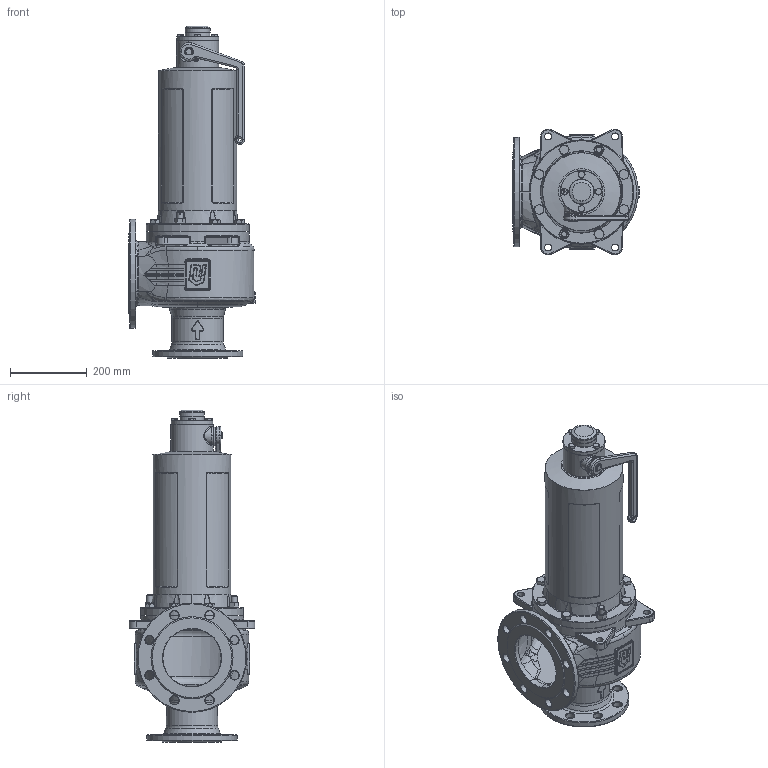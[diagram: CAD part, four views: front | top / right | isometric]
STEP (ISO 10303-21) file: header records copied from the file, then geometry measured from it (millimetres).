
FILE_DESCRIPTION(('HOOPS Exchange Step'),'2;1');
FILE_NAME('SF0610_DN100_100-150.stp','2025-06-27T13:27:05+02:00',('nieru'),('Unknown organisation'),'HOOPS Exchange 2024.2','HOOPS Exchange','Unknown authorisation');
FILE_SCHEMA( ('AP203_CONFIGURATION_CONTROLLED_3D_DESIGN_OF_MECHANICAL_PARTS_AND_ASSEMBLIES_MIM_LF') );
Length unit declared in the file: millimetre
Products named in the file (2): 0; root
Assembly tree (1 placements, depth 2):
  root
    0
Bounding box: 331 x 327.98 x 866.5 mm (x, y, z)
Volume: 20321979.6 mm3; surface area: 1308660.2 mm2
Topology: 24 solids, 24 shells, 1585 faces, 3907 edges, 2369 vertices
Faces by surface type: bspline 553, cylinder 382, plane 335, torus 200, cone 114, sphere 1
Full cylindrical faces by diameter (mm): 2 x1, 3 x1, 4.9 x1, 8 x1, 12 x1, 13.835 x2, 14.63 x4, 16 x2, 18 x4, 18.1 x1, 22.49 x6, 23 x16, 27.5 x1, 28 x1, 62.8 x1, 65 x3, 98 x1, 98.082 x1, 110 x2, 125.778 x1, 134 x1, 190 x1, 204 x1, 235 x1, 269 x2, 285 x1
Entity records: 130545 total; most frequent: CARTESIAN_POINT 96683, ORIENTED_EDGE 7670, DIRECTION 5743, EDGE_CURVE 3835, VERTEX_POINT 2370, AXIS2_PLACEMENT_3D 2364, EDGE_LOOP 1717, FACE_BOUND 1717
